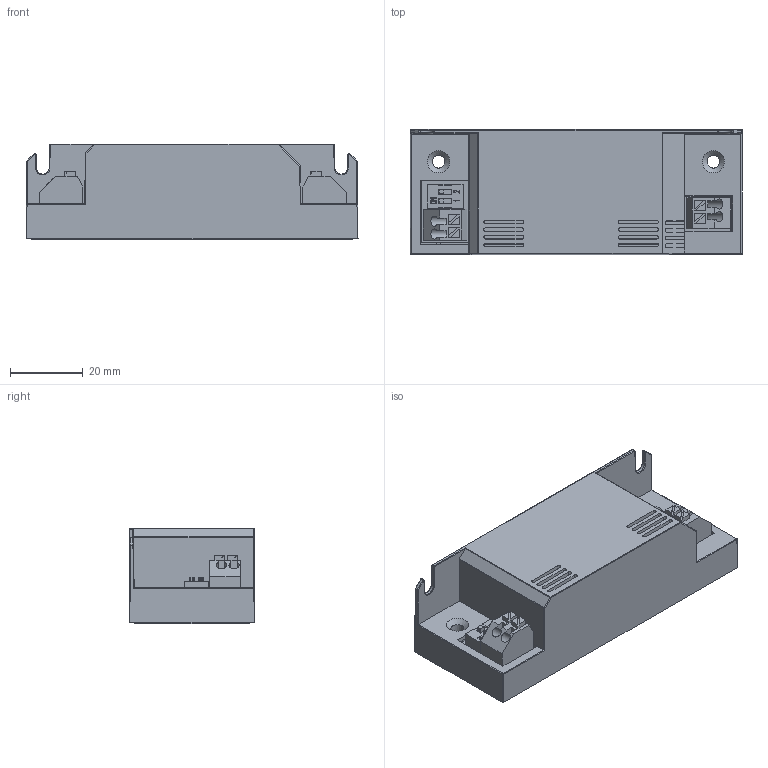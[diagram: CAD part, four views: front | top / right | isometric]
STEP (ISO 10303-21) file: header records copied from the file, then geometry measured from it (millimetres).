
FILE_DESCRIPTION(('STEP AP214'), '1');
FILE_NAME('ﾈﾏﾑ 20-350ﾒﾄ(220-350I) IP20 ﾎﾔﾈﾑ 1813', '2023-11-28T09:39:38', ('adm'), (''), 'C3D Converter', 'C3D Toolkit', '');
FILE_SCHEMA(('AUTOMOTIVE_DESIGN { 1 0 10303 214 3 1 1}'));
Length unit declared in the file: millimetre
Products named in the file (1): ИПС 18ХХ
Bounding box: 91.3 x 34.6 x 26.3 mm (x, y, z)
Volume: 20876.7 mm3; surface area: 32720.8 mm2
Topology: 1 solids, 1 shells, 823 faces, 2359 edges, 1516 vertices
Faces by surface type: plane 567, cylinder 164, cone 46, sphere 22, bspline 16, torus 8
Full cylindrical faces by diameter (mm): 3.5 x2, 5.5 x2
Entity records: 34924 total; most frequent: CARTESIAN_POINT 6782, ORIENTED_EDGE 4658, DIRECTION 4216, EDGE_CURVE 2329, LINE 1836, VECTOR 1836, VERTEX_POINT 1516, AXIS2_PLACEMENT_3D 1190
